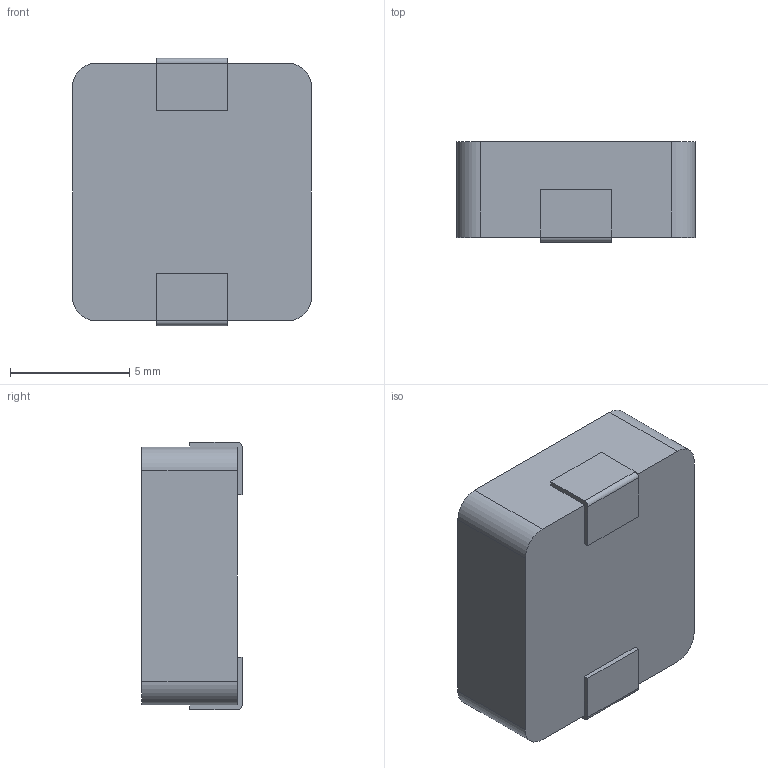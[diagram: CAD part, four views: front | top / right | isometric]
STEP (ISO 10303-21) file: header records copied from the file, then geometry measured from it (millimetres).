
FILE_DESCRIPTION (( 'STEP AP214' ), '1' );
FILE_NAME ('SLO1040H470MTT.STEP', '2022-09-07T03:45:10', ( '' ), ( '' ), 'SwSTEP 2.0', 'SolidWorks 2019', '' );
FILE_SCHEMA (( 'AUTOMOTIVE_DESIGN' ));
Length unit declared in the file: millimetre
Products named in the file (1): SLO1040H470MTT
Bounding box: 10 x 4.2 x 11.2 mm (x, y, z)
Volume: 433.1 mm3; surface area: 433.1 mm2
Topology: 3 solids, 3 shells, 61 faces, 150 edges, 100 vertices
Faces by surface type: plane 46, bspline 9, cylinder 6
Entity records: 2550 total; most frequent: CARTESIAN_POINT 1097, ORIENTED_EDGE 300, DIRECTION 250, EDGE_CURVE 150, LINE 120, VECTOR 120, VERTEX_POINT 100, EDGE_LOOP 66
